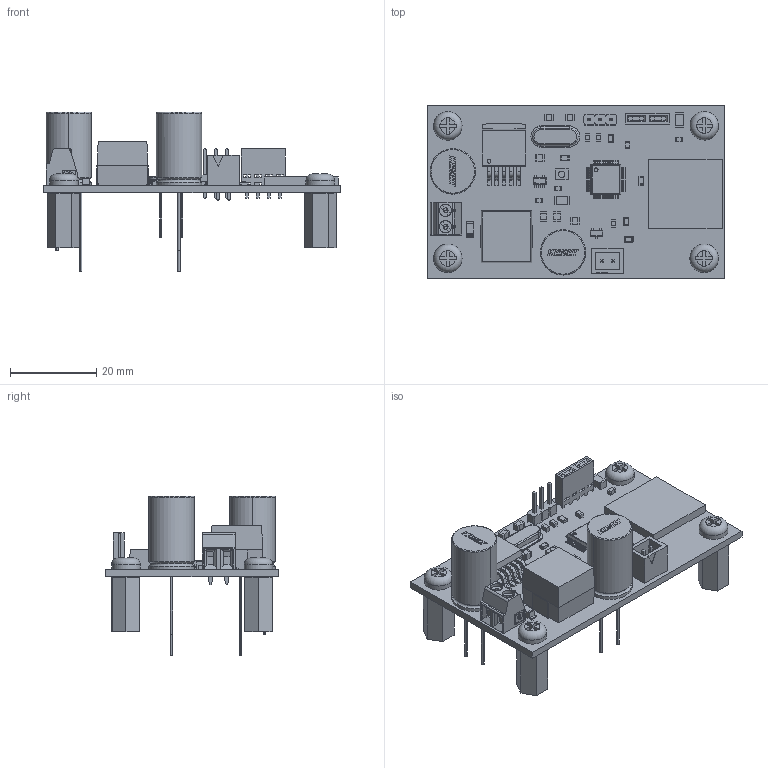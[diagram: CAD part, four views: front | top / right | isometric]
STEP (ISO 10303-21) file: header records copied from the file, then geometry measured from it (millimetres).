
FILE_DESCRIPTION(('Open CASCADE Model'),'2;1');
FILE_NAME('Open CASCADE Shape Model','2021-03-22T10:21:15',('Author'),( 'Open CASCADE'),'Open CASCADE STEP processor 6.8','Open CASCADE 6.8' ,'Unknown');
FILE_SCHEMA(('AUTOMOTIVE_DESIGN { 1 0 10303 214 1 1 1 1 }'));
Length unit declared in the file: millimetre
Products named in the file (102): PCB; Board; U1; Part1; R7; R0805; R6; C15; 5784932160; Extruded; 5784931968; C14; C13; C12; Y1; ECS-160-20-4XDN; U3; 5497334720; Body; PinsArrayLR; PinsArrayTB; RV1; 61300311121; 6130xx11121_PIN; C9; 5784931008; 5784930816; C8; R1; H7; Keystone_1902C; H3; B_F_NY_PMS_440_0025_PH; RESET; 5784932352; 5784930624; LD1; 6091339712; LeadsArray; P1 ...
Assembly tree (147 placements, depth 4):
  PCB
    Board
    U1
      Part1
    R7
      R0805
    R6
      R0805
    C15
      5784932160  x2
        Extruded
      5784931968
        Extruded
    C14
      5784932160  x2
        Extruded
      5784931968
        Extruded
    C13
      5784932160  x2
        Extruded
      5784931968
        Extruded
    C12
      5784932160  x2
        Extruded
      5784931968
        Extruded
    Y1
      ECS-160-20-4XDN
    U3
      5497334720
        Body
        PinsArrayLR
        PinsArrayTB
    RV1
      61300311121
        61300311121
        6130xx11121_PIN  x3
    C9
      5784931008  x2
        Extruded
      5784930816
        Extruded
    C8
      5784931008  x2
        Extruded
      5784930816
        Extruded
    R1
      R0805
    H7
      Keystone_1902C
    H3
      B_F_NY_PMS_440_0025_PH
    RESET
      5784932352
        Extruded
      5784930624
        Extruded
Bounding box: 68.8 x 40 x 37.01 mm (x, y, z)
Volume: 12861.7 mm3; surface area: 14793 mm2
Topology: 152 solids, 152 shells, 2453 faces, 6024 edges, 3848 vertices
Faces by surface type: plane 1801, cylinder 464, cone 116, sphere 40, torus 22, revolution 10
Full cylindrical faces by diameter (mm): 0.875 x1, 2.845 x56, 3.2 x4, 6.604 x4
Entity records: 57758 total; most frequent: CARTESIAN_POINT 9804, DIRECTION 8935, ORIENTED_EDGE 8882, EDGE_CURVE 4441, LINE 3639, VECTOR 3639, VERTEX_POINT 2891, AXIS2_PLACEMENT_3D 2643
